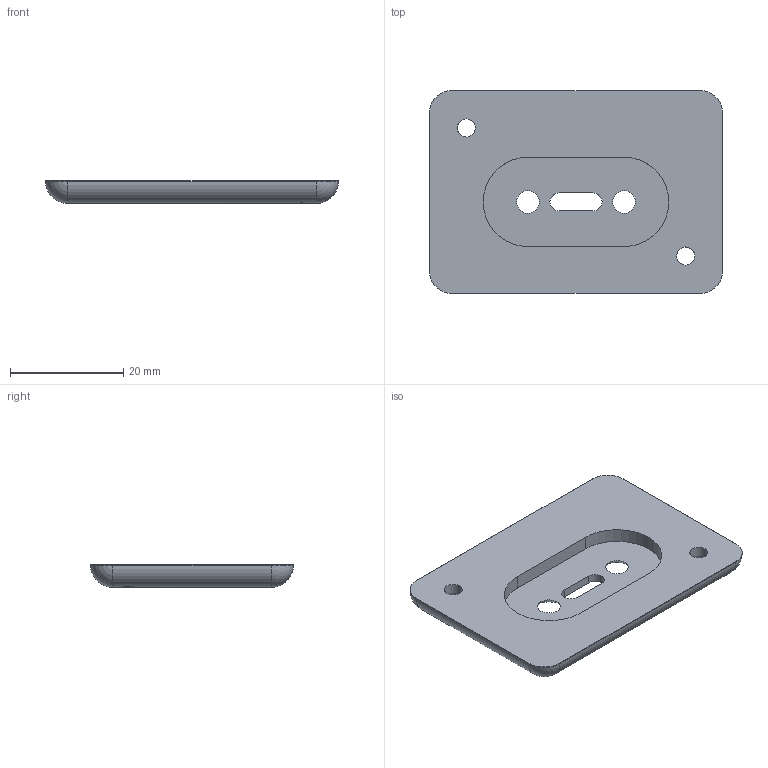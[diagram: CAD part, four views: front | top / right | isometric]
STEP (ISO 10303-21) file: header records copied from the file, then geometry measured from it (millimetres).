
FILE_DESCRIPTION(('FreeCAD Model'),'2;1');
FILE_NAME('Open CASCADE Shape Model','2025-03-10T22:03:28',(''),(''), 'Open CASCADE STEP processor 7.6','FreeCAD','Unknown');
FILE_SCHEMA(('AUTOMOTIVE_DESIGN { 1 0 10303 214 1 1 1 1 }'));
Length unit declared in the file: millimetre
Products named in the file (1): CoverBack
Bounding box: 51.72 x 35.81 x 4 mm (x, y, z)
Volume: 5429.3 mm3; surface area: 4255.2 mm2
Topology: 1 solids, 1 shells, 45 faces, 112 edges, 64 vertices
Faces by surface type: cylinder 16, plane 13, cone 7, bspline 5, sphere 4
Full cylindrical faces by diameter (mm): 3.2 x2, 4 x2
Entity records: 2928 total; most frequent: CARTESIAN_POINT 733, DIRECTION 406, LINE 227, VECTOR 227, ORIENTED_EDGE 216, PCURVE 216, DEFINITIONAL_REPRESENTATION 216, EDGE_CURVE 108
